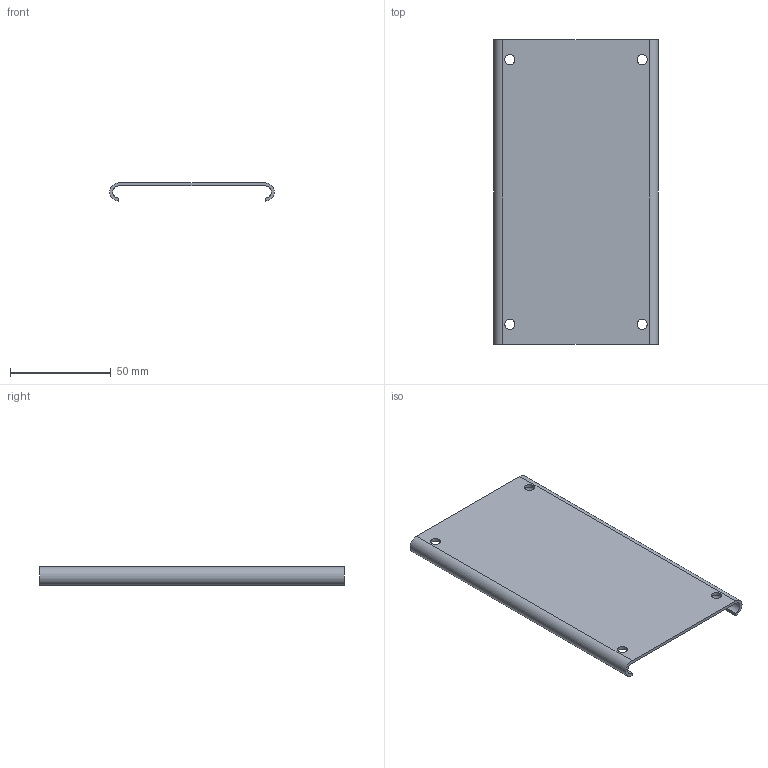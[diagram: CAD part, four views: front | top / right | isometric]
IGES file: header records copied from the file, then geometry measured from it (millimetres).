
Start section:  PTC IGES file: s0378_63646.igs
Global section: file name: s0378_63646.igs; native system: Pro/ENGINEER by Parametric Technology Corporation; preprocessor: 2006200; author: Andrea.Castagnoli; organization: Unknown; date: 20070622.124255; units: millimetre
Bounding box: 81.5 x 151 x 9 mm (x, y, z)
Volume: 21640.2 mm3; surface area: 29689.1 mm2
Topology: 1 solids, 1 shells, 18 faces, 48 edges, 32 vertices
Faces by surface type: revolution 12, bspline 6
